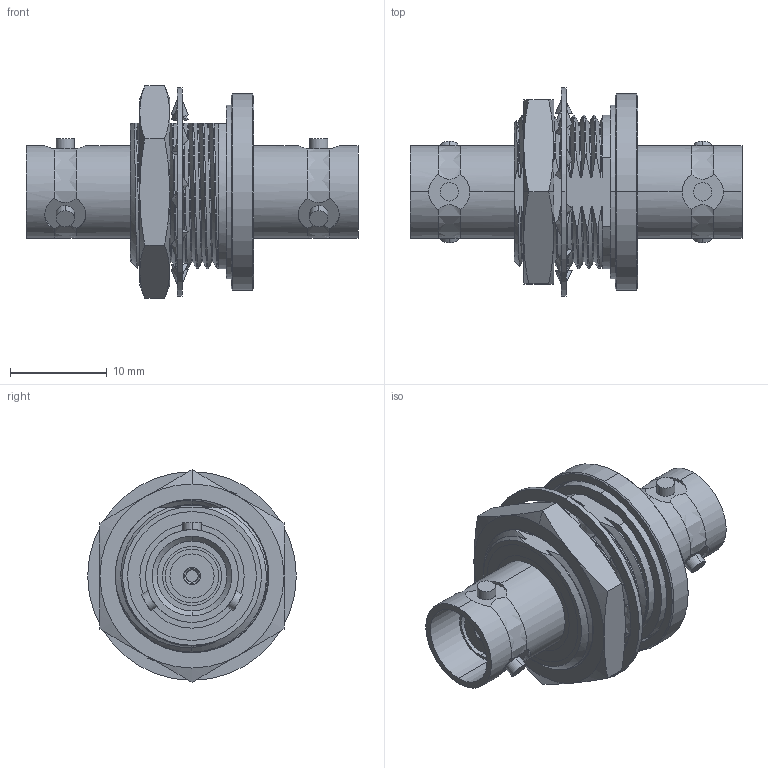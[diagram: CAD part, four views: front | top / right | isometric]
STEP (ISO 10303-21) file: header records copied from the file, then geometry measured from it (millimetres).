
FILE_DESCRIPTION (( 'STEP AP214' ), '1' );
FILE_NAME ('PE91105.STEP', '2018-01-29T18:08:48', ( '' ), ( '' ), 'SwSTEP 2.0', 'SolidWorks 2017', '' );
FILE_SCHEMA (( 'AUTOMOTIVE_DESIGN' ));
Length unit declared in the file: inch
Products named in the file (1): PE91105
Bounding box: 34.37 x 21.59 x 22 mm (x, y, z)
Volume: 3866.4 mm3; surface area: 5116.1 mm2
Topology: 8 solids, 8 shells, 330 faces, 898 edges, 603 vertices
Faces by surface type: cylinder 117, plane 92, bspline 80, cone 41
Entity records: 23660 total; most frequent: CARTESIAN_POINT 14404, ORIENTED_EDGE 1796, DIRECTION 1373, EDGE_CURVE 898, VERTEX_POINT 603, AXIS2_PLACEMENT_3D 531, EDGE_LOOP 363, FACE_OUTER_BOUND 330
